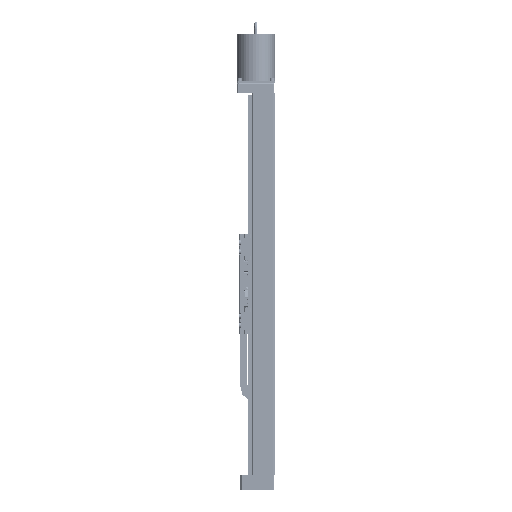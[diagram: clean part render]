
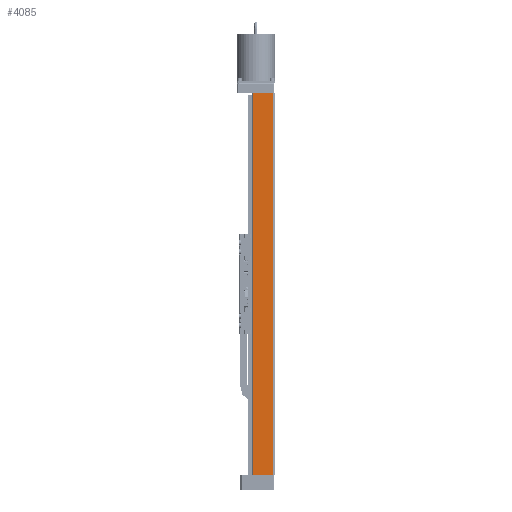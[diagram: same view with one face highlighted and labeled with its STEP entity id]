
A CAD part, left-side view. The second image highlights one B-rep face of the part: STEP entity #4085.
In plain terms, the highlighted planar face has unit normal (-1, 0, 0).
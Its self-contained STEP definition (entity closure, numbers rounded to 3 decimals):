
#1243 = EDGE_CURVE ( 'NONE', #51052, #3305, #16124, .T. ) ;
#3305 = VERTEX_POINT ( 'NONE', #5683 ) ;
#4085 = ADVANCED_FACE ( 'NONE', ( #83990 ), #127365, .F. ) ;
#5683 = CARTESIAN_POINT ( 'NONE',  ( 0., 0.5, 0. ) ) ;
#16124 = LINE ( 'NONE', #136917, #17524 ) ;
#16141 = CARTESIAN_POINT ( 'NONE',  ( 0., 0., 0. ) ) ;
#17524 = VECTOR ( 'NONE', #69380, 1000. ) ;
#22654 = DIRECTION ( 'NONE',  ( 0., -1., 0. ) ) ;
#29934 = CARTESIAN_POINT ( 'NONE',  ( 0., 0., 420. ) ) ;
#29939 = EDGE_CURVE ( 'NONE', #51052, #88509, #76637, .T. ) ;
#39755 = AXIS2_PLACEMENT_3D ( 'NONE', #29934, #116714, #48480 ) ;
#40025 = LINE ( 'NONE', #62800, #57485 ) ;
#42738 = ORIENTED_EDGE ( 'NONE', *, *, #86688, .T. ) ;
#46293 = VECTOR ( 'NONE', #22654, 1000. ) ;
#48480 = DIRECTION ( 'NONE',  ( 0., 0., -1. ) ) ;
#51052 = VERTEX_POINT ( 'NONE', #52439 ) ;
#52439 = CARTESIAN_POINT ( 'NONE',  ( 0., 0.5, 420. ) ) ;
#53284 = CARTESIAN_POINT ( 'NONE',  ( 0., -22., 420. ) ) ;
#57485 = VECTOR ( 'NONE', #95546, 1000. ) ;
#62800 = CARTESIAN_POINT ( 'NONE',  ( 0., -22., 420. ) ) ;
#68070 = ORIENTED_EDGE ( 'NONE', *, *, #1243, .T. ) ;
#69380 = DIRECTION ( 'NONE',  ( 0., 0., -1. ) ) ;
#76637 = LINE ( 'NONE', #120067, #46293 ) ;
#83399 = CARTESIAN_POINT ( 'NONE',  ( 0., -22., 0. ) ) ;
#83990 = FACE_OUTER_BOUND ( 'NONE', #104344, .T. ) ;
#86688 = EDGE_CURVE ( 'NONE', #3305, #102927, #122816, .T. ) ;
#88509 = VERTEX_POINT ( 'NONE', #53284 ) ;
#89936 = VECTOR ( 'NONE', #92149, 1000. ) ;
#92149 = DIRECTION ( 'NONE',  ( 0., -1., 0. ) ) ;
#95546 = DIRECTION ( 'NONE',  ( 0., 0., 1. ) ) ;
#102927 = VERTEX_POINT ( 'NONE', #83399 ) ;
#104344 = EDGE_LOOP ( 'NONE', ( #42738, #109957, #137176, #68070 ) ) ;
#109957 = ORIENTED_EDGE ( 'NONE', *, *, #140077, .T. ) ;
#116714 = DIRECTION ( 'NONE',  ( 1., 0., 0. ) ) ;
#120067 = CARTESIAN_POINT ( 'NONE',  ( 0., 0., 420. ) ) ;
#122816 = LINE ( 'NONE', #16141, #89936 ) ;
#127365 = PLANE ( 'NONE',  #39755 ) ;
#136917 = CARTESIAN_POINT ( 'NONE',  ( 0., 0.5, 420. ) ) ;
#137176 = ORIENTED_EDGE ( 'NONE', *, *, #29939, .F. ) ;
#140077 = EDGE_CURVE ( 'NONE', #102927, #88509, #40025, .T. ) ;
